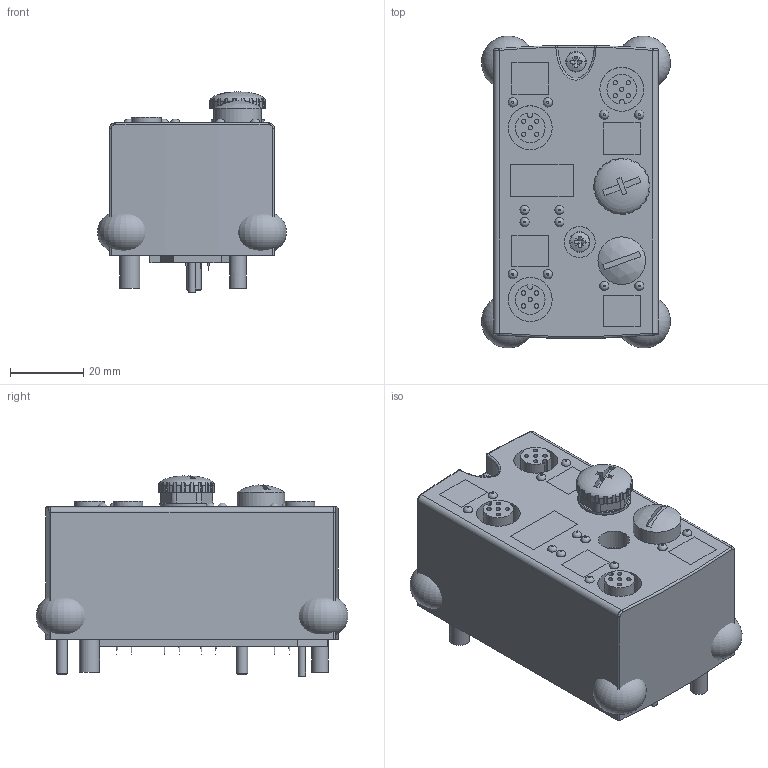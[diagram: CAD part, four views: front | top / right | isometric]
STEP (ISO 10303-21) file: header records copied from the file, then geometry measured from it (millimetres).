
FILE_DESCRIPTION(/* description */ ('Alibre Inc.'),/* implementation_level */ '2;1');
FILE_NAME(/* name */ 'export-6FBAC526-0A65-49E0-8896-AF7B21ED350D',/* time_stamp */ '2021-04-06T11:48:40+02:00',/* author */ (''),/* organization */ (''),/* preprocessor_version */ 'ST-DEVELOPER v17',/* originating_system */ 'Alibre',/* authorisation */ '');
FILE_SCHEMA (('AUTOMOTIVE_DESIGN'));
Length unit declared in the file: centimetre
Products named in the file (10): BENE INOX | 210216-3X30
Bounding box: 51.61 x 85.17 x 54.63 mm (x, y, z)
Volume: 138928 mm3; surface area: 33539.3 mm2
Topology: 30 solids, 32 shells, 851 faces, 2160 edges, 1409 vertices
Faces by surface type: plane 408, cylinder 322, cone 59, torus 45, sphere 8, bspline 7, extrusion 1, revolution 1
Full cylindrical faces by diameter (mm): 1.2 x20, 2 x1, 2.5 x24, 3 x6, 3.5 x2, 4.5 x1, 5.5 x1, 6 x4, 8 x1, 8.5 x1, 9.5 x1, 12 x7, 13 x1, 14.5 x1
Entity records: 18852 total; most frequent: CARTESIAN_POINT 6017, ORIENTED_EDGE 2652, DIRECTION 2329, EDGE_CURVE 1326, AXIS2_PLACEMENT_3D 997, VERTEX_POINT 914, FACE_BOUND 686, EDGE_LOOP 670
